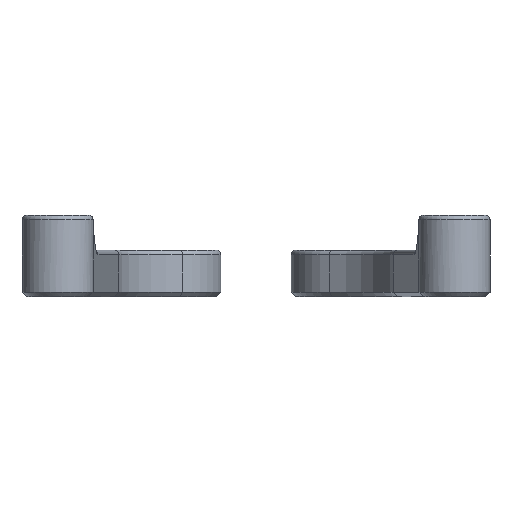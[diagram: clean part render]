
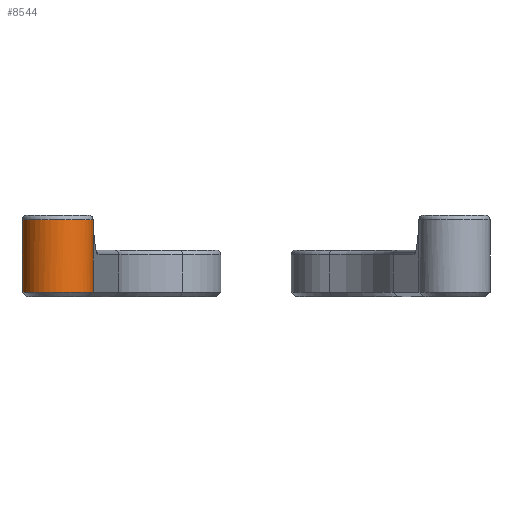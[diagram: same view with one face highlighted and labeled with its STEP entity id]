
A CAD part, front view. The second image highlights one B-rep face of the part: STEP entity #8544.
In plain terms, the highlighted cylindrical face has radius 3.05 mm (diameter 6.1 mm), a full revolution.
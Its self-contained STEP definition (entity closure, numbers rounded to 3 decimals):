
#45=CYLINDRICAL_SURFACE('',#9002,3.05);
#154=CIRCLE('',#8990,3.05);
#155=CIRCLE('',#8991,3.05);
#161=CIRCLE('',#9003,3.05);
#162=CIRCLE('',#9004,3.05);
#1070=FACE_OUTER_BOUND('',#1580,.T.);
#1580=EDGE_LOOP('',(#6566,#6567,#6568,#6569,#6570,#6571,#6572,#6573));
#2255=LINE('',#12978,#3011);
#2258=LINE('',#12994,#3014);
#2259=LINE('',#12996,#3015);
#3011=VECTOR('',#9960,10.);
#3014=VECTOR('',#9967,3.05);
#3015=VECTOR('',#9968,10.);
#3788=VERTEX_POINT('',#12936);
#3792=VERTEX_POINT('',#12948);
#3793=VERTEX_POINT('',#12950);
#3801=VERTEX_POINT('',#12977);
#3804=VERTEX_POINT('',#12992);
#3805=VERTEX_POINT('',#12995);
#4786=EDGE_CURVE('',#3788,#3792,#154,.T.);
#4787=EDGE_CURVE('',#3792,#3793,#155,.T.);
#4801=EDGE_CURVE('',#3793,#3801,#2255,.T.);
#4805=EDGE_CURVE('',#3804,#3804,#161,.T.);
#4806=EDGE_CURVE('',#3804,#3792,#2258,.T.);
#4807=EDGE_CURVE('',#3788,#3805,#2259,.T.);
#4808=EDGE_CURVE('',#3801,#3805,#162,.T.);
#6566=ORIENTED_EDGE('',*,*,#4805,.F.);
#6567=ORIENTED_EDGE('',*,*,#4806,.T.);
#6568=ORIENTED_EDGE('',*,*,#4786,.F.);
#6569=ORIENTED_EDGE('',*,*,#4807,.T.);
#6570=ORIENTED_EDGE('',*,*,#4808,.F.);
#6571=ORIENTED_EDGE('',*,*,#4801,.F.);
#6572=ORIENTED_EDGE('',*,*,#4787,.F.);
#6573=ORIENTED_EDGE('',*,*,#4806,.F.);
#8544=ADVANCED_FACE('',(#1070),#45,.T.);
#8990=AXIS2_PLACEMENT_3D('',#12949,#9928,#9929);
#8991=AXIS2_PLACEMENT_3D('',#12951,#9930,#9931);
#9002=AXIS2_PLACEMENT_3D('',#12991,#9963,#9964);
#9003=AXIS2_PLACEMENT_3D('',#12993,#9965,#9966);
#9004=AXIS2_PLACEMENT_3D('',#12997,#9969,#9970);
#9928=DIRECTION('center_axis',(0.,0.,-1.));
#9929=DIRECTION('ref_axis',(-1.,0.,0.));
#9930=DIRECTION('center_axis',(0.,0.,-1.));
#9931=DIRECTION('ref_axis',(-1.,0.,0.));
#9960=DIRECTION('',(0.,0.,1.));
#9963=DIRECTION('center_axis',(0.,0.,1.));
#9964=DIRECTION('ref_axis',(1.,0.,0.));
#9965=DIRECTION('center_axis',(0.,0.,1.));
#9966=DIRECTION('ref_axis',(1.,0.,0.));
#9967=DIRECTION('',(0.,0.,-1.));
#9968=DIRECTION('',(0.,0.,1.));
#9969=DIRECTION('center_axis',(0.,0.,-1.));
#9970=DIRECTION('ref_axis',(0.099,0.995,0.));
#12936=CARTESIAN_POINT('',(67.637,-24.466,0.4));
#12948=CARTESIAN_POINT('',(61.552,-24.164,0.4));
#12949=CARTESIAN_POINT('Origin',(64.602,-24.164,0.4));
#12950=CARTESIAN_POINT('',(61.566,-23.863,0.4));
#12951=CARTESIAN_POINT('Origin',(64.602,-24.164,0.4));
#12977=CARTESIAN_POINT('',(61.566,-23.863,6.));
#12978=CARTESIAN_POINT('',(61.566,-23.863,0.));
#12991=CARTESIAN_POINT('Origin',(64.602,-24.164,0.));
#12992=CARTESIAN_POINT('',(61.552,-24.164,6.6));
#12993=CARTESIAN_POINT('Origin',(64.602,-24.164,6.6));
#12994=CARTESIAN_POINT('',(61.552,-24.164,0.));
#12995=CARTESIAN_POINT('',(67.637,-24.466,6.));
#12996=CARTESIAN_POINT('',(67.637,-24.466,0.));
#12997=CARTESIAN_POINT('Origin',(64.602,-24.164,6.));
